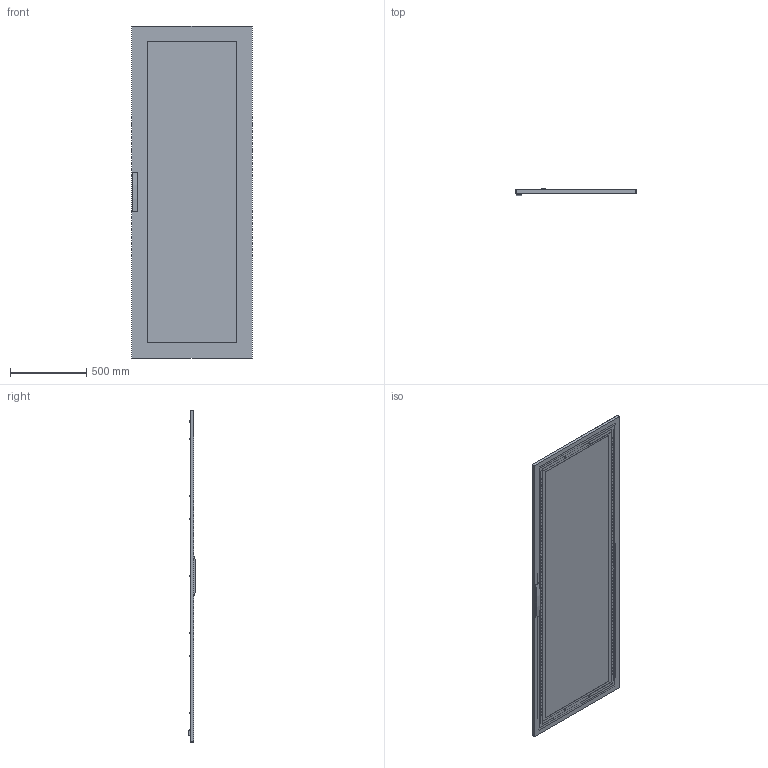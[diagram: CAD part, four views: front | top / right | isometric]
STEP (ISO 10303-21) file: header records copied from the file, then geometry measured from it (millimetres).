
FILE_DESCRIPTION (( 'STEP AP203' ), '1' );
FILE_NAME ('DTE228_Default.step', '2025-05-14T12:51:10', ( 'Windows User' ), ( 'AUTOMATION DIRECT' ), 'SwSTEP 2.0', 'SolidWorks 2024', '' );
FILE_SCHEMA (( 'CONFIG_CONTROL_DESIGN' ));
Length unit declared in the file: millimetre
Products named in the file (2): DTE228; DTE228_Default
Assembly tree (1 placements, depth 2):
  DTE228_Default
    DTE228
Bounding box: 793 x 52.49 x 2183 mm (x, y, z)
Volume: 9201642.9 mm3; surface area: 4742823.8 mm2
Topology: 13 solids, 13 shells, 943 faces, 2637 edges, 1790 vertices
Faces by surface type: plane 435, cylinder 332, cone 167, sphere 9
Full cylindrical faces by diameter (mm): 4.246 x167, 4.5 x2, 4.912 x10, 4.995 x9, 5.994 x10, 6.993 x10, 7.193 x10, 7.992 x28, 8.991 x26, 9.99 x8
Entity records: 28483 total; most frequent: CARTESIAN_POINT 6489, DIRECTION 4394, ORIENTED_EDGE 4026, EDGE_CURVE 2013, AXIS2_PLACEMENT_3D 1801, EDGE_LOOP 1697, VERTEX_POINT 1492, FACE_OUTER_BOUND 1223
